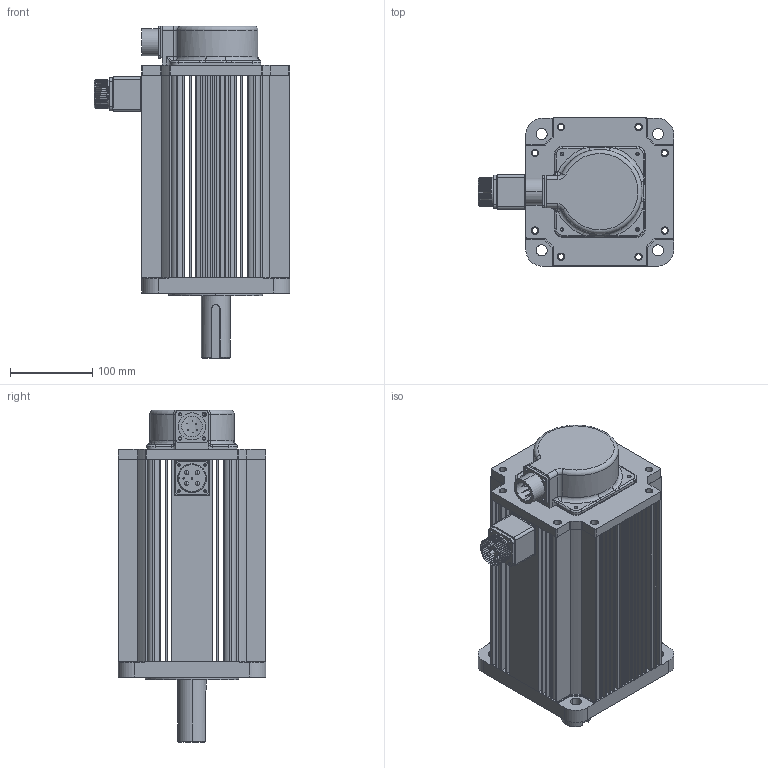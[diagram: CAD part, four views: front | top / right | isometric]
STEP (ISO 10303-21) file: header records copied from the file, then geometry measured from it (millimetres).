
FILE_DESCRIPTION (( 'STEP AP214' ), '1' );
FILE_NAME ('MS6H-180CS15E2-47P5 蚾饜极.STEP', '2020-09-09T07:25:52', ( '' ), ( '' ), 'SwSTEP 2.0', 'SolidWorks 2016', '' );
FILE_SCHEMA (( 'AUTOMOTIVE_DESIGN' ));
Length unit declared in the file: millimetre
Products named in the file (1): MS6H-180CS15E2-47P5 蚾饜极
Bounding box: 237.9 x 180 x 404 mm (x, y, z)
Surface area: 481669.1 mm2 (no closed solid volume)
Topology: 0 solids, 19 shells, 734 faces, 2238 edges, 1513 vertices
Faces by surface type: cylinder 312, plane 305, torus 63, bspline 27, sphere 14, cone 13
Entity records: 39088 total; most frequent: CARTESIAN_POINT 11169, DIRECTION 4302, ORIENTED_EDGE 3800, EDGE_CURVE 2210, AXIS2_PLACEMENT_3D 1579, VERTEX_POINT 1501, LINE 1144, VECTOR 1144
